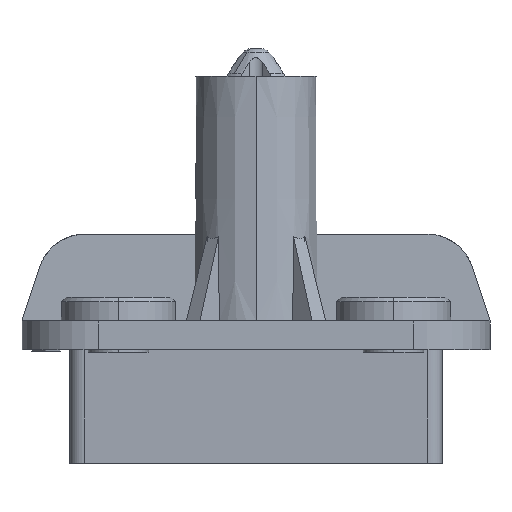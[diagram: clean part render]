
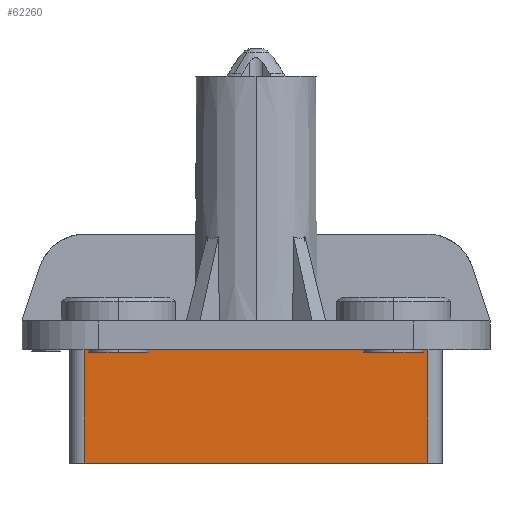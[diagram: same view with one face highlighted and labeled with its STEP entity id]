
A CAD part, left-side view. The second image highlights one B-rep face of the part: STEP entity #62260.
In plain terms, the highlighted planar face has unit normal (-1, 0, -0.026).
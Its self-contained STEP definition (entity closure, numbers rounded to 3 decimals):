
#12160=CARTESIAN_POINT('',(42.107,27.955,-31.7));
#12170=VERTEX_POINT('',#12160);
#12200=CARTESIAN_POINT('',(42.107,45.955,-31.7));
#12210=DIRECTION('',(0.,1.,0.));
#12220=VECTOR('',#12210,1.);
#12230=LINE('',#12200,#12220);
#12240=CARTESIAN_POINT('',(42.107,63.955,
-31.7));
#12250=VERTEX_POINT('',#12240);
#12260=EDGE_CURVE('',#12170,#12250,#12230,.T.);
#53780=CARTESIAN_POINT('',(42.418,63.955,
-43.6));
#53790=VERTEX_POINT('',#53780);
#53820=CARTESIAN_POINT('',(42.418,45.955,
-43.6));
#53830=DIRECTION('',(0.,-1.,0.));
#53840=VECTOR('',#53830,1.);
#53850=LINE('',#53820,#53840);
#53860=CARTESIAN_POINT('',(42.418,27.955,
-43.6));
#53870=VERTEX_POINT('',#53860);
#53880=EDGE_CURVE('',#53790,#53870,#53850,.T.);
#62050=CARTESIAN_POINT('',(42.107,45.955,-31.7));
#62060=DIRECTION('',(-1.,0.,
-0.026));
#62070=DIRECTION('',(0.,-1.,0.));
#62080=AXIS2_PLACEMENT_3D('',#62050,#62060,#62070);
#62090=PLANE('',#62080);
#62100=CARTESIAN_POINT('',(42.328,63.955,
-40.139));
#62110=DIRECTION('',(-0.026,0.,
1.));
#62120=VECTOR('',#62110,1.);
#62130=LINE('',#62100,#62120);
#62140=EDGE_CURVE('',#53790,#12250,#62130,.T.);
#62150=ORIENTED_EDGE('',*,*,#62140,.F.);
#62160=ORIENTED_EDGE('',*,*,#12260,.T.);
#62170=CARTESIAN_POINT('',(42.328,27.955,
-40.139));
#62180=DIRECTION('',(-0.026,0.,
1.));
#62190=VECTOR('',#62180,1.);
#62200=LINE('',#62170,#62190);
#62210=EDGE_CURVE('',#53870,#12170,#62200,.T.);
#62220=ORIENTED_EDGE('',*,*,#62210,.T.);
#62230=ORIENTED_EDGE('',*,*,#53880,.T.);
#62240=EDGE_LOOP('',(#62230,#62220,#62160,#62150));
#62250=FACE_OUTER_BOUND('',#62240,.T.);
#62260=ADVANCED_FACE('',(#62250),#62090,.T.);
